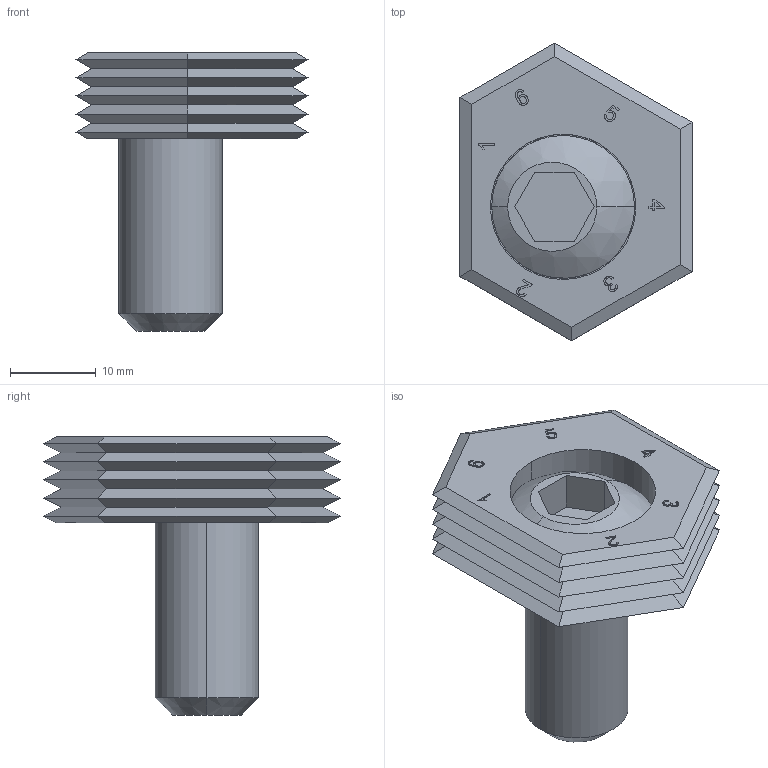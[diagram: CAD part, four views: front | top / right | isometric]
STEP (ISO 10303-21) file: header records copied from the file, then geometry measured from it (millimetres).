
FILE_DESCRIPTION (( 'STEP AP203' ), '1' );
FILE_NAME ('mbspc1217s.STEP', '2021-10-26T02:40:13', ( '' ), ( '' ), 'SwSTEP 2.0', 'SolidWorks 2020', '' );
FILE_SCHEMA (( 'CONFIG_CONTROL_DESIGN' ));
Length unit declared in the file: millimetre
Products named in the file (3): mbspc1217s_02; mbspc1217s_01; mbspc1217s
Assembly tree (2 placements, depth 2):
  mbspc1217s
    mbspc1217s_01
    mbspc1217s_02
Bounding box: 27 x 34.64 x 32.37 mm (x, y, z)
Volume: 8069.4 mm3; surface area: 4940.6 mm2
Topology: 2 solids, 2 shells, 176 faces, 425 edges, 264 vertices
Faces by surface type: plane 115, bspline 49, cylinder 8, sphere 2, cone 2
Entity records: 7921 total; most frequent: CARTESIAN_POINT 3864, ORIENTED_EDGE 850, DIRECTION 609, EDGE_CURVE 425, LINE 305, VECTOR 305, VERTEX_POINT 264, EDGE_LOOP 189
